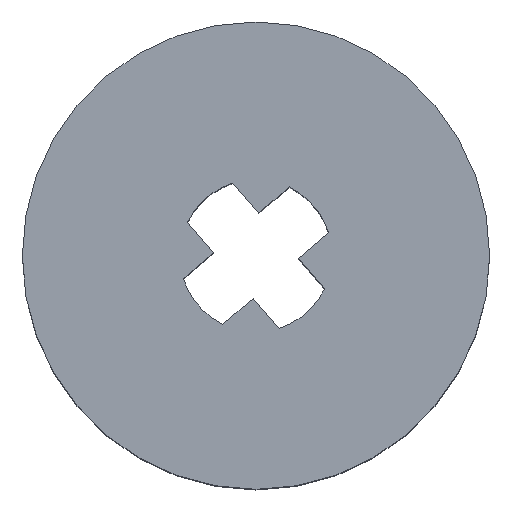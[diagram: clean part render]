
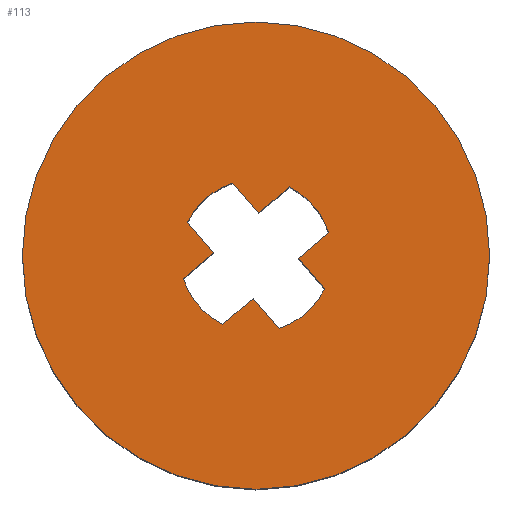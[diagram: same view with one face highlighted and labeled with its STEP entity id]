
A CAD part, top view. The second image highlights one B-rep face of the part: STEP entity #113.
In plain terms, the highlighted planar face has unit normal (0, 0, 1).
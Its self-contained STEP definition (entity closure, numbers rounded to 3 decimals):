
#46 = DIRECTION ( 'NONE',  ( -0.755, -0.656, 0. ) ) ;
#68 = DIRECTION ( 'NONE',  ( 1., 0., 0. ) ) ;
#78 = LINE ( 'NONE', #3058, #1071 ) ;
#92 = ORIENTED_EDGE ( 'NONE', *, *, #143, .T. ) ;
#113 = ADVANCED_FACE ( 'NONE', ( #3319, #2740 ), #1672, .T. ) ;
#126 = VERTEX_POINT ( 'NONE', #2478 ) ;
#143 = EDGE_CURVE ( 'NONE', #1506, #2821, #341, .T. ) ;
#167 = CARTESIAN_POINT ( 'NONE',  ( 0., 0., 12. ) ) ;
#323 = CARTESIAN_POINT ( 'NONE',  ( 0., 0., 12. ) ) ;
#336 = CARTESIAN_POINT ( 'NONE',  ( 0.803, -2.525, 12. ) ) ;
#341 = LINE ( 'NONE', #2720, #3237 ) ;
#381 = CARTESIAN_POINT ( 'NONE',  ( 0., 0., 12. ) ) ;
#457 = ORIENTED_EDGE ( 'NONE', *, *, #1988, .T. ) ;
#477 = VECTOR ( 'NONE', #1456, 1000. ) ;
#575 = ORIENTED_EDGE ( 'NONE', *, *, #3779, .T. ) ;
#578 = DIRECTION ( 'NONE',  ( 1., 0., 0. ) ) ;
#595 = DIRECTION ( 'NONE',  ( 0., 0., 1. ) ) ;
#607 = DIRECTION ( 'NONE',  ( 0.755, 0.656, 0. ) ) ;
#651 = DIRECTION ( 'NONE',  ( 1., 0., 0. ) ) ;
#655 = CARTESIAN_POINT ( 'NONE',  ( 1.148, 2.388, 12. ) ) ;
#693 = AXIS2_PLACEMENT_3D ( 'NONE', #381, #1581, #2759 ) ;
#695 = EDGE_CURVE ( 'NONE', #1268, #1602, #78, .T. ) ;
#765 = CIRCLE ( 'NONE', #2210, 2.65 ) ;
#817 = ORIENTED_EDGE ( 'NONE', *, *, #2081, .F. ) ;
#853 = LINE ( 'NONE', #3262, #1698 ) ;
#871 = DIRECTION ( 'NONE',  ( 1., 0., 0. ) ) ;
#911 = LINE ( 'NONE', #2104, #2932 ) ;
#922 = EDGE_CURVE ( 'NONE', #1475, #1506, #853, .T. ) ;
#963 = AXIS2_PLACEMENT_3D ( 'NONE', #1585, #2816, #992 ) ;
#970 = CARTESIAN_POINT ( 'NONE',  ( 8.125, 0., 12. ) ) ;
#992 = DIRECTION ( 'NONE',  ( 1., 0., 0. ) ) ;
#1024 = VERTEX_POINT ( 'NONE', #970 ) ;
#1033 = VERTEX_POINT ( 'NONE', #655 ) ;
#1050 = ORIENTED_EDGE ( 'NONE', *, *, #1365, .T. ) ;
#1057 = AXIS2_PLACEMENT_3D ( 'NONE', #1352, #3740, #68 ) ;
#1071 = VECTOR ( 'NONE', #3390, 1000. ) ;
#1119 = CARTESIAN_POINT ( 'NONE',  ( 2.525, 0.803, 12. ) ) ;
#1138 = ORIENTED_EDGE ( 'NONE', *, *, #3111, .T. ) ;
#1160 = CARTESIAN_POINT ( 'NONE',  ( -0.689, 0.793, 12. ) ) ;
#1163 = EDGE_CURVE ( 'NONE', #2535, #1033, #3741, .T. ) ;
#1194 = CIRCLE ( 'NONE', #2072, 2.65 ) ;
#1204 = CARTESIAN_POINT ( 'NONE',  ( 0., 0., 12. ) ) ;
#1268 = VERTEX_POINT ( 'NONE', #1714 ) ;
#1332 = LINE ( 'NONE', #2520, #1623 ) ;
#1352 = CARTESIAN_POINT ( 'NONE',  ( 0., 0., 12. ) ) ;
#1365 = EDGE_CURVE ( 'NONE', #3356, #2286, #3513, .T. ) ;
#1386 = AXIS2_PLACEMENT_3D ( 'NONE', #167, #3163, #1693 ) ;
#1409 = EDGE_CURVE ( 'NONE', #1475, #2406, #1194, .T. ) ;
#1456 = DIRECTION ( 'NONE',  ( -0.755, -0.656, 0. ) ) ;
#1462 = VERTEX_POINT ( 'NONE', #1532 ) ;
#1475 = VERTEX_POINT ( 'NONE', #336 ) ;
#1506 = VERTEX_POINT ( 'NONE', #3104 ) ;
#1515 = LINE ( 'NONE', #1850, #477 ) ;
#1532 = CARTESIAN_POINT ( 'NONE',  ( -8.125, 0., 12. ) ) ;
#1575 = ORIENTED_EDGE ( 'NONE', *, *, #695, .T. ) ;
#1581 = DIRECTION ( 'NONE',  ( 0., 0., 1. ) ) ;
#1585 = CARTESIAN_POINT ( 'NONE',  ( 0., 0., 12. ) ) ;
#1586 = ORIENTED_EDGE ( 'NONE', *, *, #2100, .T. ) ;
#1602 = VERTEX_POINT ( 'NONE', #2659 ) ;
#1623 = VECTOR ( 'NONE', #2820, 1000. ) ;
#1665 = CIRCLE ( 'NONE', #1057, 8.125 ) ;
#1672 = PLANE ( 'NONE',  #693 ) ;
#1693 = DIRECTION ( 'NONE',  ( 1., 0., 0. ) ) ;
#1698 = VECTOR ( 'NONE', #2683, 1000. ) ;
#1714 = CARTESIAN_POINT ( 'NONE',  ( -0.803, 2.525, 12. ) ) ;
#1764 = ORIENTED_EDGE ( 'NONE', *, *, #922, .T. ) ;
#1850 = CARTESIAN_POINT ( 'NONE',  ( 0.689, -0.793, 12. ) ) ;
#1912 = CIRCLE ( 'NONE', #963, 2.65 ) ;
#1914 = DIRECTION ( 'NONE',  ( 0., 0., 1. ) ) ;
#1970 = CARTESIAN_POINT ( 'NONE',  ( -2.388, 1.148, 12. ) ) ;
#1971 = AXIS2_PLACEMENT_3D ( 'NONE', #323, #595, #578 ) ;
#1988 = EDGE_CURVE ( 'NONE', #2286, #2482, #2356, .T. ) ;
#2072 = AXIS2_PLACEMENT_3D ( 'NONE', #3026, #1914, #651 ) ;
#2081 = EDGE_CURVE ( 'NONE', #3356, #2821, #765, .T. ) ;
#2100 = EDGE_CURVE ( 'NONE', #126, #2406, #911, .T. ) ;
#2104 = CARTESIAN_POINT ( 'NONE',  ( 0.793, 0.689, 12. ) ) ;
#2110 = ORIENTED_EDGE ( 'NONE', *, *, #3684, .T. ) ;
#2210 = AXIS2_PLACEMENT_3D ( 'NONE', #1204, #3553, #871 ) ;
#2232 = ORIENTED_EDGE ( 'NONE', *, *, #1163, .F. ) ;
#2286 = VERTEX_POINT ( 'NONE', #2494 ) ;
#2330 = CARTESIAN_POINT ( 'NONE',  ( -1.148, -2.388, 12. ) ) ;
#2356 = LINE ( 'NONE', #3570, #2633 ) ;
#2373 = ORIENTED_EDGE ( 'NONE', *, *, #3256, .T. ) ;
#2406 = VERTEX_POINT ( 'NONE', #3763 ) ;
#2478 = CARTESIAN_POINT ( 'NONE',  ( 1.481, -0.104, 12. ) ) ;
#2482 = VERTEX_POINT ( 'NONE', #1970 ) ;
#2494 = CARTESIAN_POINT ( 'NONE',  ( -1.481, 0.104, 12. ) ) ;
#2520 = CARTESIAN_POINT ( 'NONE',  ( -0.689, 0.793, 12. ) ) ;
#2535 = VERTEX_POINT ( 'NONE', #1119 ) ;
#2633 = VECTOR ( 'NONE', #3533, 1000. ) ;
#2659 = CARTESIAN_POINT ( 'NONE',  ( 0.104, 1.481, 12. ) ) ;
#2683 = DIRECTION ( 'NONE',  ( -0.656, 0.755, 0. ) ) ;
#2689 = ORIENTED_EDGE ( 'NONE', *, *, #1409, .F. ) ;
#2720 = CARTESIAN_POINT ( 'NONE',  ( 0.689, -0.793, 12. ) ) ;
#2740 = FACE_OUTER_BOUND ( 'NONE', #3599, .T. ) ;
#2759 = DIRECTION ( 'NONE',  ( 1., 0., 0. ) ) ;
#2816 = DIRECTION ( 'NONE',  ( 0., 0., 1. ) ) ;
#2820 = DIRECTION ( 'NONE',  ( 0.755, 0.656, 0. ) ) ;
#2821 = VERTEX_POINT ( 'NONE', #2330 ) ;
#2836 = CARTESIAN_POINT ( 'NONE',  ( -2.525, -0.803, 12. ) ) ;
#2872 = VECTOR ( 'NONE', #607, 1000. ) ;
#2908 = EDGE_LOOP ( 'NONE', ( #1764, #92, #817, #1050, #457, #3082, #1575, #1138, #2232, #2110, #1586, #2689 ) ) ;
#2932 = VECTOR ( 'NONE', #3279, 1000. ) ;
#3026 = CARTESIAN_POINT ( 'NONE',  ( 0., 0., 12. ) ) ;
#3058 = CARTESIAN_POINT ( 'NONE',  ( 0.793, 0.689, 12. ) ) ;
#3082 = ORIENTED_EDGE ( 'NONE', *, *, #3311, .F. ) ;
#3104 = CARTESIAN_POINT ( 'NONE',  ( -0.104, -1.481, 12. ) ) ;
#3111 = EDGE_CURVE ( 'NONE', #1602, #1033, #1332, .T. ) ;
#3163 = DIRECTION ( 'NONE',  ( 0., 0., 1. ) ) ;
#3237 = VECTOR ( 'NONE', #46, 1000. ) ;
#3256 = EDGE_CURVE ( 'NONE', #1024, #1462, #3467, .T. ) ;
#3262 = CARTESIAN_POINT ( 'NONE',  ( -0.793, -0.689, 12. ) ) ;
#3279 = DIRECTION ( 'NONE',  ( 0.656, -0.755, 0. ) ) ;
#3311 = EDGE_CURVE ( 'NONE', #1268, #2482, #1912, .T. ) ;
#3319 = FACE_BOUND ( 'NONE', #2908, .T. ) ;
#3356 = VERTEX_POINT ( 'NONE', #2836 ) ;
#3390 = DIRECTION ( 'NONE',  ( 0.656, -0.755, 0. ) ) ;
#3467 = CIRCLE ( 'NONE', #1971, 8.125 ) ;
#3513 = LINE ( 'NONE', #1160, #2872 ) ;
#3533 = DIRECTION ( 'NONE',  ( -0.656, 0.755, 0. ) ) ;
#3553 = DIRECTION ( 'NONE',  ( 0., 0., 1. ) ) ;
#3570 = CARTESIAN_POINT ( 'NONE',  ( -0.793, -0.689, 12. ) ) ;
#3599 = EDGE_LOOP ( 'NONE', ( #575, #2373 ) ) ;
#3684 = EDGE_CURVE ( 'NONE', #2535, #126, #1515, .T. ) ;
#3740 = DIRECTION ( 'NONE',  ( 0., 0., 1. ) ) ;
#3741 = CIRCLE ( 'NONE', #1386, 2.65 ) ;
#3763 = CARTESIAN_POINT ( 'NONE',  ( 2.388, -1.148, 12. ) ) ;
#3779 = EDGE_CURVE ( 'NONE', #1462, #1024, #1665, .T. ) ;
